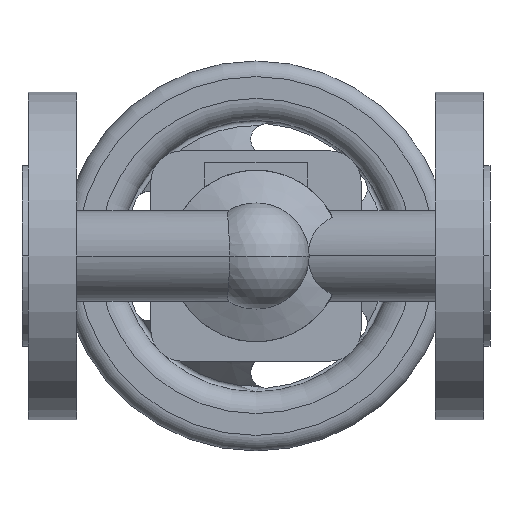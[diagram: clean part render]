
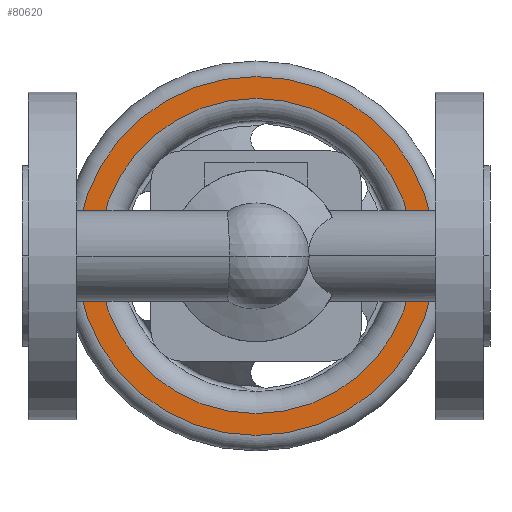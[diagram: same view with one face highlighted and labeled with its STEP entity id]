
A CAD part, front view. The second image highlights one B-rep face of the part: STEP entity #80620.
In plain terms, the highlighted planar face has unit normal (0, -1, 0).
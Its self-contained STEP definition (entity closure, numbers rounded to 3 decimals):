
#79960=CARTESIAN_POINT('',(57.5,178.,0.));
#79970=VERTEX_POINT('',#79960);
#80070=CARTESIAN_POINT('',(-57.5,178.,0.));
#80080=VERTEX_POINT('',#80070);
#80110=CARTESIAN_POINT('',(0.,178.,0.));
#80120=DIRECTION('',(0.,1.,0.));
#80130=DIRECTION('',(1.,0.,0.));
#80140=AXIS2_PLACEMENT_3D('',#80110,#80120,#80130);
#80150=CIRCLE('',#80140,57.5);
#80160=CARTESIAN_POINT('',(0.,178.,-57.5));
#80170=VERTEX_POINT('',#80160);
#80180=EDGE_CURVE('',#80170,#80080,#80150,.T.);
#80200=EDGE_CURVE('',#79970,#80170,#80150,.T.);
#80320=CARTESIAN_POINT('',(54.,178.,0.));
#80330=DIRECTION('',(0.,-1.,0.));
#80340=DIRECTION('',(-1.,0.,0.));
#80350=AXIS2_PLACEMENT_3D('',#80320,#80330,#80340);
#80360=PLANE('',#80350);
#80370=ORIENTED_EDGE('',*,*,#80180,.F.);
#80380=EDGE_CURVE('',#80080,#79970,#80150,.T.);
#80390=ORIENTED_EDGE('',*,*,#80380,.F.);
#80400=ORIENTED_EDGE('',*,*,#80200,.F.);
#80410=EDGE_LOOP('',(#80400,#80390,#80370));
#80420=FACE_OUTER_BOUND('',#80410,.T.);
#80430=CARTESIAN_POINT('',(0.,178.,0.));
#80440=DIRECTION('',(0.,1.,0.));
#80450=DIRECTION('',(1.,0.,0.));
#80460=AXIS2_PLACEMENT_3D('',#80430,#80440,#80450);
#80470=CIRCLE('',#80460,50.5);
#80480=CARTESIAN_POINT('',(-50.5,178.,0.));
#80490=VERTEX_POINT('',#80480);
#80500=CARTESIAN_POINT('',(50.5,178.,0.));
#80510=VERTEX_POINT('',#80500);
#80520=EDGE_CURVE('',#80490,#80510,#80470,.T.);
#80530=ORIENTED_EDGE('',*,*,#80520,.T.);
#80540=CARTESIAN_POINT('',(0.,178.,-50.5));
#80550=VERTEX_POINT('',#80540);
#80560=EDGE_CURVE('',#80550,#80490,#80470,.T.);
#80570=ORIENTED_EDGE('',*,*,#80560,.T.);
#80580=EDGE_CURVE('',#80510,#80550,#80470,.T.);
#80590=ORIENTED_EDGE('',*,*,#80580,.T.);
#80600=EDGE_LOOP('',(#80590,#80570,#80530));
#80610=FACE_BOUND('',#80600,.T.);
#80620=ADVANCED_FACE('',(#80420,#80610),#80360,.T.);
